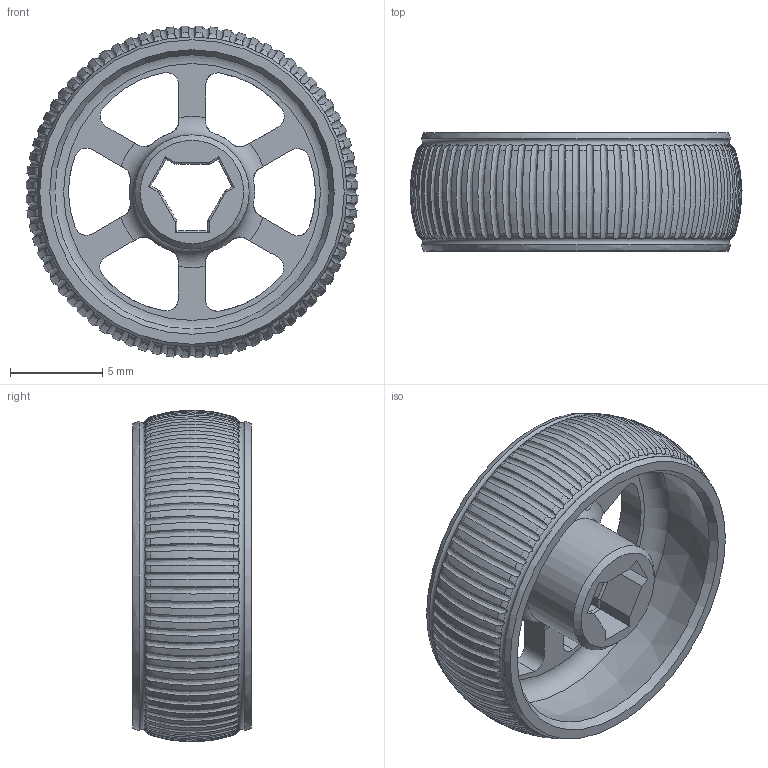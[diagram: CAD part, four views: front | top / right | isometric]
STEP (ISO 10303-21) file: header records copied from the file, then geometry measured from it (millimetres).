
FILE_DESCRIPTION(('HOOPS Exchange Step'),'2;1');
FILE_NAME('Wheel_Curve.stp','2026-01-21T19:18:21+09:00',('hayashi'),('Unknown organisation'),'HOOPS Exchange 2025.8','HOOPS Exchange','Unknown authorisation');
FILE_SCHEMA( ('AP203_CONFIGURATION_CONTROLLED_3D_DESIGN_OF_MECHANICAL_PARTS_AND_ASSEMBLIES_MIM_LF') );
Length unit declared in the file: millimetre
Products named in the file (1): root
Bounding box: 18 x 6.4 x 18 mm (x, y, z)
Volume: 546.4 mm3; surface area: 1221.1 mm2
Topology: 1 solids, 1 shells, 412 faces, 1205 edges, 791 vertices
Faces by surface type: bspline 209, torus 148, plane 52, cone 2, cylinder 1
Full cylindrical faces by diameter (mm): 6.2 x1
Entity records: 27187 total; most frequent: CARTESIAN_POINT 18150, ORIENTED_EDGE 2410, EDGE_CURVE 1205, DIRECTION 1204, VERTEX_POINT 791, B_SPLINE_CURVE_WITH_KNOTS 729, AXIS2_PLACEMENT_3D 524, EDGE_LOOP 422
